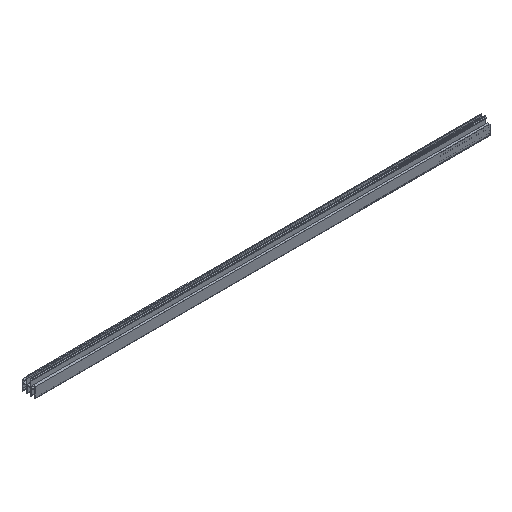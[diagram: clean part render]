
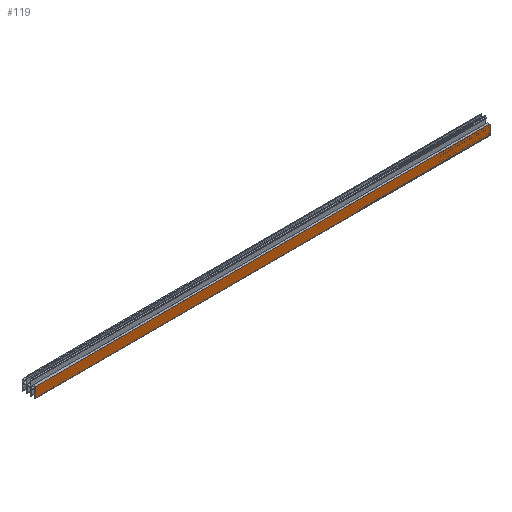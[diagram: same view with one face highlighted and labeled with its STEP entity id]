
A CAD part, isometric view. The second image highlights one B-rep face of the part: STEP entity #119.
In plain terms, the highlighted planar face has unit normal (0, -1, 0).
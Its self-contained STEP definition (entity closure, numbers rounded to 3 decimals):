
#119=ADVANCED_FACE('',(#253),#254,.T.);
#253=FACE_OUTER_BOUND('',#399,.T.);
#254=PLANE('',#400);
#399=EDGE_LOOP('',(#659,#660,#661,#662));
#400=AXIS2_PLACEMENT_3D('',#663,#664,#665);
#659=ORIENTED_EDGE('',*,*,#1013,.T.);
#660=ORIENTED_EDGE('',*,*,#1014,.F.);
#661=ORIENTED_EDGE('',*,*,#1015,.T.);
#662=ORIENTED_EDGE('',*,*,#1010,.T.);
#663=CARTESIAN_POINT('',(0.0,-14.5,-11.0));
#664=DIRECTION('',(0.0,-1.0,0.0));
#665=DIRECTION('',(0.0,0.0,-1.0));
#1010=EDGE_CURVE('',#1238,#1236,#1239,.T.);
#1013=EDGE_CURVE('',#1236,#1242,#1243,.T.);
#1014=EDGE_CURVE('',#1244,#1242,#1245,.T.);
#1015=EDGE_CURVE('',#1244,#1238,#1246,.T.);
#1236=VERTEX_POINT('',#1563);
#1238=VERTEX_POINT('',#1565);
#1239=LINE('',#1566,#1567);
#1242=VERTEX_POINT('',#1570);
#1243=LINE('',#1571,#1572);
#1244=VERTEX_POINT('',#1573);
#1245=LINE('',#1574,#1575);
#1246=LINE('',#1576,#1577);
#1563=CARTESIAN_POINT('',(1000.0,-14.5,-22.0));
#1565=CARTESIAN_POINT('',(0.0,-14.5,-22.0));
#1566=CARTESIAN_POINT('',(0.0,-14.5,-22.0));
#1567=VECTOR('',#1841,1.0);
#1570=CARTESIAN_POINT('',(1000.0,-14.5,0.0));
#1571=CARTESIAN_POINT('',(1000.0,-14.5,0.0));
#1572=VECTOR('',#1845,1.0);
#1573=CARTESIAN_POINT('',(0.0,-14.5,0.0));
#1574=CARTESIAN_POINT('',(0.0,-14.5,0.0));
#1575=VECTOR('',#1846,1.0);
#1576=CARTESIAN_POINT('',(0.0,-14.5,0.0));
#1577=VECTOR('',#1847,1.0);
#1841=DIRECTION('',(1.0,0.0,0.0));
#1845=DIRECTION('',(0.0,0.0,1.0));
#1846=DIRECTION('',(1.0,0.0,0.0));
#1847=DIRECTION('',(0.0,0.0,-1.0));
